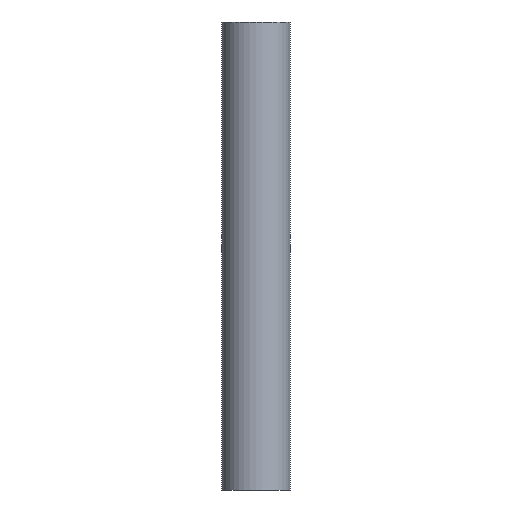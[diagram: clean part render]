
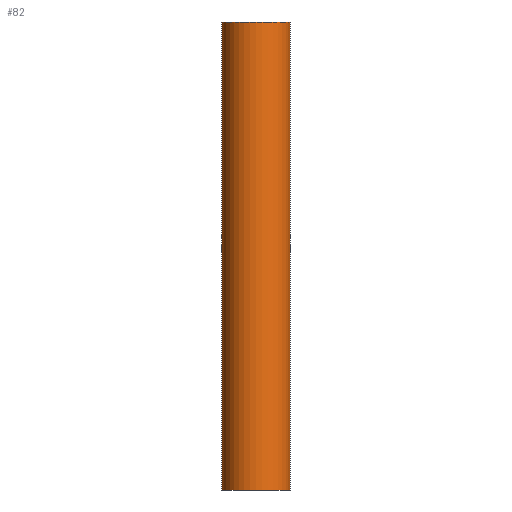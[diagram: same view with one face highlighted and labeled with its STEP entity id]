
A CAD part, front view. The second image highlights one B-rep face of the part: STEP entity #82.
In plain terms, the highlighted cylindrical face has radius 11.113 mm (diameter 22.225 mm), a partial arc.
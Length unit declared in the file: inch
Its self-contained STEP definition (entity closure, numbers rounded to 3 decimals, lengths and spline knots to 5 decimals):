
#9 = AXIS2_PLACEMENT_3D ( 'NONE', #36, #89, #161 ) ;
#13 = DIRECTION ( 'NONE',  ( 1., 0., 0. ) ) ;
#19 = DIRECTION ( 'NONE',  ( 0., 0., -1. ) ) ;
#29 = ORIENTED_EDGE ( 'NONE', *, *, #200, .F. ) ;
#30 = EDGE_CURVE ( 'NONE', #32, #196, #115, .T. ) ;
#31 = LINE ( 'NONE', #92, #122 ) ;
#32 = VERTEX_POINT ( 'NONE', #182 ) ;
#36 = CARTESIAN_POINT ( 'NONE',  ( 0., 0., 3. ) ) ;
#39 = DIRECTION ( 'NONE',  ( 0., 0., 1. ) ) ;
#40 = LINE ( 'NONE', #129, #106 ) ;
#42 = CYLINDRICAL_SURFACE ( 'NONE', #9, 0.4375 ) ;
#49 = VERTEX_POINT ( 'NONE', #91 ) ;
#59 = EDGE_LOOP ( 'NONE', ( #29, #141, #119, #143 ) ) ;
#66 = FACE_OUTER_BOUND ( 'NONE', #59, .T. ) ;
#82 = ADVANCED_FACE ( 'NONE', ( #66 ), #42, .T. ) ;
#89 = DIRECTION ( 'NONE',  ( 0., 0., -1. ) ) ;
#91 = CARTESIAN_POINT ( 'NONE',  ( 0.4375, 0., -3. ) ) ;
#92 = CARTESIAN_POINT ( 'NONE',  ( -0.4375, 0., 3. ) ) ;
#106 = VECTOR ( 'NONE', #19, 39.37008 ) ;
#115 = CIRCLE ( 'NONE', #166, 0.4375 ) ;
#119 = ORIENTED_EDGE ( 'NONE', *, *, #241, .T. ) ;
#122 = VECTOR ( 'NONE', #193, 39.37008 ) ;
#129 = CARTESIAN_POINT ( 'NONE',  ( 0.4375, 0., 3. ) ) ;
#141 = ORIENTED_EDGE ( 'NONE', *, *, #30, .F. ) ;
#143 = ORIENTED_EDGE ( 'NONE', *, *, #181, .T. ) ;
#149 = VERTEX_POINT ( 'NONE', #247 ) ;
#161 = DIRECTION ( 'NONE',  ( -1., 0., 0. ) ) ;
#166 = AXIS2_PLACEMENT_3D ( 'NONE', #203, #224, #13 ) ;
#173 = CIRCLE ( 'NONE', #209, 0.4375 ) ;
#181 = EDGE_CURVE ( 'NONE', #149, #49, #173, .T. ) ;
#182 = CARTESIAN_POINT ( 'NONE',  ( -0.4375, 0., 3. ) ) ;
#188 = DIRECTION ( 'NONE',  ( 1., 0., 0. ) ) ;
#193 = DIRECTION ( 'NONE',  ( 0., 0., -1. ) ) ;
#196 = VERTEX_POINT ( 'NONE', #234 ) ;
#200 = EDGE_CURVE ( 'NONE', #196, #49, #40, .T. ) ;
#203 = CARTESIAN_POINT ( 'NONE',  ( 0., 0., 3. ) ) ;
#209 = AXIS2_PLACEMENT_3D ( 'NONE', #213, #39, #188 ) ;
#213 = CARTESIAN_POINT ( 'NONE',  ( 0., 0., -3. ) ) ;
#224 = DIRECTION ( 'NONE',  ( 0., 0., 1. ) ) ;
#234 = CARTESIAN_POINT ( 'NONE',  ( 0.4375, 0., 3. ) ) ;
#241 = EDGE_CURVE ( 'NONE', #32, #149, #31, .T. ) ;
#247 = CARTESIAN_POINT ( 'NONE',  ( -0.4375, 0., -3. ) ) ;
